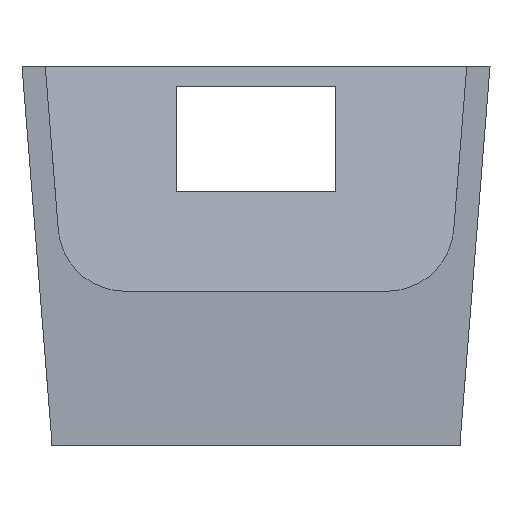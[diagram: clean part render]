
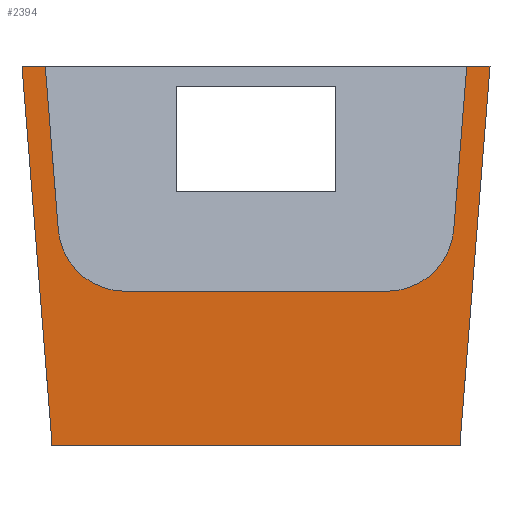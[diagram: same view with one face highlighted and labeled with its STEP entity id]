
A CAD part, front view. The second image highlights one B-rep face of the part: STEP entity #2394.
In plain terms, the highlighted planar face has unit normal (0, -1, 0).
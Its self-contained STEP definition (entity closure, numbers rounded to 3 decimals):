
#148=PLANE('',#2605);
#264=FACE_OUTER_BOUND('',#413,.T.);
#413=EDGE_LOOP('',(#2211,#2212,#2213,#2214,#2215,#2216,#2217,#2218,#2219,
#2220,#2221,#2222));
#528=LINE('',#3632,#774);
#532=LINE('',#3640,#778);
#538=LINE('',#3656,#784);
#543=LINE('',#3669,#789);
#550=LINE('',#3683,#796);
#585=LINE('',#3772,#831);
#587=LINE('',#3778,#833);
#590=LINE('',#3783,#836);
#601=LINE('',#3809,#847);
#645=LINE('',#4119,#891);
#774=VECTOR('',#2848,10.);
#778=VECTOR('',#2852,10.);
#784=VECTOR('',#2866,10.);
#789=VECTOR('',#2879,10.);
#796=VECTOR('',#2890,10.);
#831=VECTOR('',#2955,10.);
#833=VECTOR('',#2959,10.);
#836=VECTOR('',#2964,10.);
#847=VECTOR('',#2993,10.);
#891=VECTOR('',#3143,10.);
#946=CIRCLE('',#2487,9.25);
#948=CIRCLE('',#2491,9.25);
#1106=VERTEX_POINT('',#3629);
#1107=VERTEX_POINT('',#3631);
#1110=VERTEX_POINT('',#3637);
#1111=VERTEX_POINT('',#3639);
#1114=VERTEX_POINT('',#3646);
#1115=VERTEX_POINT('',#3648);
#1117=VERTEX_POINT('',#3654);
#1119=VERTEX_POINT('',#3660);
#1154=VERTEX_POINT('',#3768);
#1155=VERTEX_POINT('',#3770);
#1157=VERTEX_POINT('',#3775);
#1158=VERTEX_POINT('',#3777);
#1363=EDGE_CURVE('',#1107,#1106,#528,.T.);
#1367=EDGE_CURVE('',#1111,#1110,#532,.T.);
#1371=EDGE_CURVE('',#1114,#1115,#946,.T.);
#1375=EDGE_CURVE('',#1114,#1117,#538,.T.);
#1378=EDGE_CURVE('',#1119,#1117,#948,.T.);
#1382=EDGE_CURVE('',#1119,#1107,#543,.T.);
#1389=EDGE_CURVE('',#1110,#1115,#550,.T.);
#1431=EDGE_CURVE('',#1154,#1155,#585,.T.);
#1433=EDGE_CURVE('',#1157,#1158,#587,.T.);
#1436=EDGE_CURVE('',#1158,#1155,#590,.T.);
#1450=EDGE_CURVE('',#1157,#1111,#601,.T.);
#1520=EDGE_CURVE('',#1106,#1154,#645,.T.);
#2211=ORIENTED_EDGE('',*,*,#1382,.T.);
#2212=ORIENTED_EDGE('',*,*,#1363,.T.);
#2213=ORIENTED_EDGE('',*,*,#1520,.T.);
#2214=ORIENTED_EDGE('',*,*,#1431,.T.);
#2215=ORIENTED_EDGE('',*,*,#1436,.F.);
#2216=ORIENTED_EDGE('',*,*,#1433,.F.);
#2217=ORIENTED_EDGE('',*,*,#1450,.T.);
#2218=ORIENTED_EDGE('',*,*,#1367,.T.);
#2219=ORIENTED_EDGE('',*,*,#1389,.T.);
#2220=ORIENTED_EDGE('',*,*,#1371,.F.);
#2221=ORIENTED_EDGE('',*,*,#1375,.T.);
#2222=ORIENTED_EDGE('',*,*,#1378,.F.);
#2394=ADVANCED_FACE('',(#264),#148,.T.);
#2487=AXIS2_PLACEMENT_3D('',#3649,#2859,#2860);
#2491=AXIS2_PLACEMENT_3D('',#3662,#2872,#2873);
#2605=AXIS2_PLACEMENT_3D('',#4200,#3222,#3223);
#2848=DIRECTION('',(-1.,0.,0.));
#2852=DIRECTION('',(-1.,0.,0.));
#2859=DIRECTION('center_axis',(0.,-1.,0.));
#2860=DIRECTION('ref_axis',(0.678,0.,-0.735));
#2866=DIRECTION('',(-1.,0.,0.));
#2872=DIRECTION('center_axis',(0.,-1.,0.));
#2873=DIRECTION('ref_axis',(-0.678,0.,-0.735));
#2879=DIRECTION('',(-0.079,0.,0.997));
#2890=DIRECTION('',(-0.079,0.,-0.997));
#2955=DIRECTION('',(0.,0.,-1.));
#2959=DIRECTION('',(0.,0.,-1.));
#2964=DIRECTION('',(-1.,0.,0.));
#2993=DIRECTION('',(0.079,0.,0.997));
#3143=DIRECTION('',(0.079,0.,-0.997));
#3222=DIRECTION('center_axis',(0.,-1.,0.));
#3223=DIRECTION('ref_axis',(1.,0.,0.));
#3629=CARTESIAN_POINT('',(-32.2,-28.2,50.266));
#3631=CARTESIAN_POINT('',(-29.,-28.2,50.266));
#3632=CARTESIAN_POINT('',(-14.1,-28.2,50.266));
#3637=CARTESIAN_POINT('',(29.,-28.2,50.266));
#3639=CARTESIAN_POINT('',(32.2,-28.2,50.266));
#3640=CARTESIAN_POINT('',(32.2,-28.2,50.266));
#3646=CARTESIAN_POINT('',(17.99,-28.2,19.272));
#3648=CARTESIAN_POINT('',(27.211,-28.2,27.789));
#3649=CARTESIAN_POINT('Origin',(17.99,-28.2,28.522));
#3654=CARTESIAN_POINT('',(-17.99,-28.2,19.272));
#3656=CARTESIAN_POINT('',(-0.833,-28.2,19.272));
#3660=CARTESIAN_POINT('',(-27.211,-28.2,27.789));
#3662=CARTESIAN_POINT('Origin',(-17.99,-28.2,28.522));
#3669=CARTESIAN_POINT('',(-25.137,-28.2,1.727));
#3683=CARTESIAN_POINT('',(26.833,-28.2,23.029));
#3768=CARTESIAN_POINT('',(-28.2,-28.2,0.));
#3770=CARTESIAN_POINT('',(-28.2,-28.2,-2.));
#3772=CARTESIAN_POINT('',(-28.2,-28.2,0.));
#3775=CARTESIAN_POINT('',(28.2,-28.2,0.));
#3777=CARTESIAN_POINT('',(28.2,-28.2,-2.));
#3778=CARTESIAN_POINT('',(28.2,-28.2,0.));
#3783=CARTESIAN_POINT('',(28.2,-28.2,-2.));
#3809=CARTESIAN_POINT('',(28.2,-28.2,0.));
#4119=CARTESIAN_POINT('',(-32.2,-28.2,50.266));
#4200=CARTESIAN_POINT('Origin',(-28.2,-28.2,0.));
